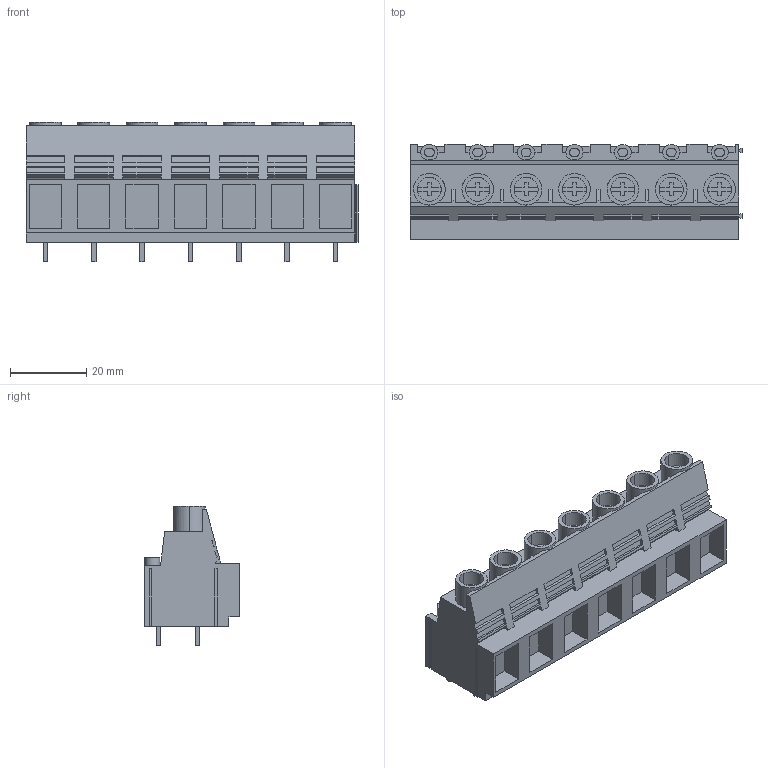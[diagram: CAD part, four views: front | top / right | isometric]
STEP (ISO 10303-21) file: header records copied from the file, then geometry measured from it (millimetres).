
FILE_DESCRIPTION(('CATIA V5 STEP Exchange','CAx-IF Rec.Pracs.--- Model Styling and Organization---1.2---2011-12-15'),'2;1');
FILE_NAME ('D1461526_0_2014610000_2014610000.stp','2018-04-09T05:41:32+00:00',('none'),('Weidmueller'),'CATIA Version 5-6 Release 2014','CATIA V5 STEP AP214','none');
FILE_SCHEMA(('AUTOMOTIVE_DESIGN { 1 0 10303 214 1 1 1 1 }'));
Length unit declared in the file: millimetre
Products named in the file (1): 2014610000
Bounding box: 87.16 x 25.07 x 36.5 mm (x, y, z)
Volume: 41339.5 mm3; surface area: 16923.7 mm2
Topology: 22 solids, 22 shells, 735 faces, 1981 edges, 1328 vertices
Faces by surface type: plane 665, cylinder 70
Entity records: 21091 total; most frequent: CARTESIAN_POINT 3995, ORIENTED_EDGE 3962, DIRECTION 2732, EDGE_CURVE 1981, VECTOR 1771, LINE 1771, VERTEX_POINT 1328, EDGE_LOOP 773
